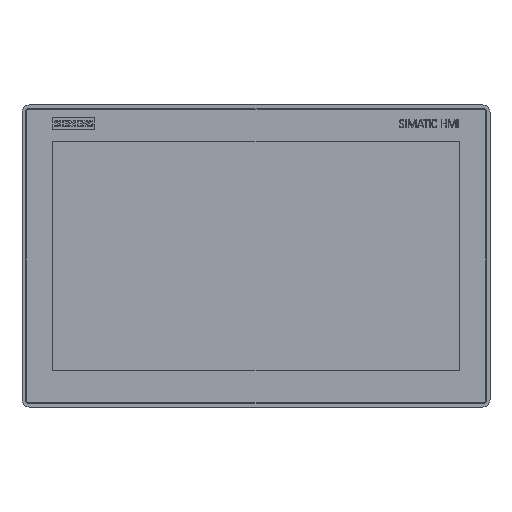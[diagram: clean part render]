
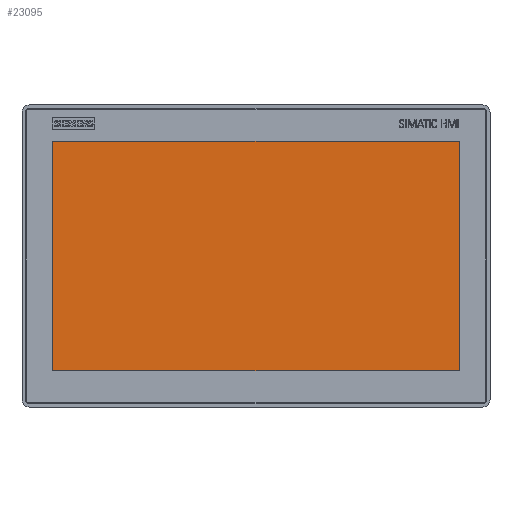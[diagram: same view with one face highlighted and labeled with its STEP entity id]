
A CAD part, top view. The second image highlights one B-rep face of the part: STEP entity #23095.
In plain terms, the highlighted planar face has unit normal (0, 0, 1).
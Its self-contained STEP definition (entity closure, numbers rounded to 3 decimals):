
#17385=LINE('',#64058,#20278);
#17386=LINE('',#64061,#20279);
#17387=LINE('',#64063,#20280);
#17388=LINE('',#64065,#20281);
#20278=VECTOR('',#55942,1.);
#20279=VECTOR('',#55943,1.);
#20280=VECTOR('',#55944,1.);
#20281=VECTOR('',#55945,1.);
#23095=ADVANCED_FACE('',(#26576),#25066,.T.);
#25066=PLANE('',#52470);
#26576=FACE_OUTER_BOUND('',#28556,.T.);
#28556=EDGE_LOOP('',(#32447,#32448,#32449,#32450));
#32447=ORIENTED_EDGE('',*,*,#45163,.F.);
#32448=ORIENTED_EDGE('',*,*,#45164,.F.);
#32449=ORIENTED_EDGE('',*,*,#45165,.F.);
#32450=ORIENTED_EDGE('',*,*,#45166,.F.);
#41369=VERTEX_POINT('',#64059);
#41370=VERTEX_POINT('',#64060);
#41371=VERTEX_POINT('',#64062);
#41372=VERTEX_POINT('',#64064);
#45163=EDGE_CURVE('',#41369,#41370,#17385,.T.);
#45164=EDGE_CURVE('',#41371,#41369,#17386,.T.);
#45165=EDGE_CURVE('',#41372,#41371,#17387,.T.);
#45166=EDGE_CURVE('',#41370,#41372,#17388,.T.);
#52470=AXIS2_PLACEMENT_3D('',#64066,#55946,#55947);
#55942=DIRECTION('',(0.,1.,0.));
#55943=DIRECTION('',(-1.,0.,0.));
#55944=DIRECTION('',(0.,-1.,0.));
#55945=DIRECTION('',(1.,0.,0.));
#55946=DIRECTION('',(0.,0.,1.));
#55947=DIRECTION('',(1.,0.,0.));
#64058=CARTESIAN_POINT('',(-357.992,-278.992,-16.91));
#64059=CARTESIAN_POINT('',(-357.992,-473.992,-16.91));
#64060=CARTESIAN_POINT('',(-357.992,-278.992,-16.91));
#64061=CARTESIAN_POINT('',(-357.992,-473.992,-16.91));
#64062=CARTESIAN_POINT('',(-11.992,-473.992,-16.91));
#64063=CARTESIAN_POINT('',(-11.992,-473.992,-16.91));
#64064=CARTESIAN_POINT('',(-11.992,-278.992,-16.91));
#64065=CARTESIAN_POINT('',(-11.992,-278.992,-16.91));
#64066=CARTESIAN_POINT('',(0.,0.,-16.91));
